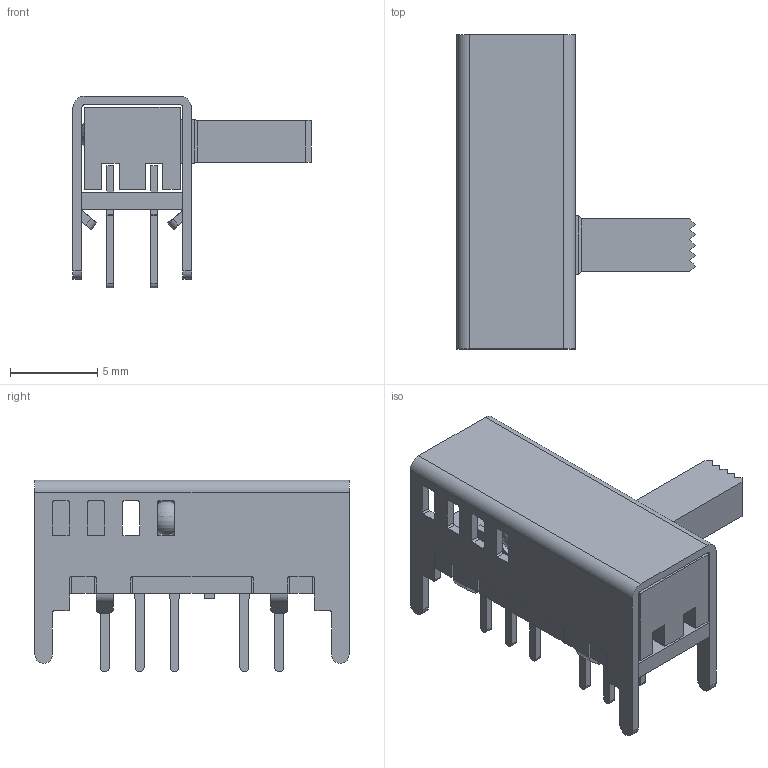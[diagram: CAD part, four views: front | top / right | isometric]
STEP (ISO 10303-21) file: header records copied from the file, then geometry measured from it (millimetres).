
FILE_DESCRIPTION(('STEP AP214'),'1');
FILE_NAME('35488.stp','2017-06-27T15:14:31',('TraceParts'),('TraceParts S.A.'),'Spatial InterOp 3D',' ',' ');
FILE_SCHEMA(('automotive_design'));
Length unit declared in the file: millimetre
Products named in the file (27): 35488_1; 35488_2; 35488_3; 35488_4; 35488_5; 35488_6; 35488_7; 35488_8; 35488_9; 35488_10; 35488_11; 35488_12; 35488_13; 35488_14; 35488_15; 35488_16; 35488_17; 35488_18; 35488_19; 35488_20; 35488_21; 35488_22; 35488_23; 35488_24; 35488_25; 35488_26; 35488_27
Bounding box: 13.65 x 18 x 11 mm (x, y, z)
Volume: 605.7 mm3; surface area: 1562.2 mm2
Topology: 27 solids, 27 shells, 413 faces, 1066 edges, 703 vertices
Faces by surface type: plane 314, cylinder 96, sphere 3
Entity records: 16273 total; most frequent: CARTESIAN_POINT 2323, DIRECTION 2125, ORIENTED_EDGE 2120, EDGE_CURVE 1060, LINE 859, VECTOR 859, VERTEX_POINT 703, AXIS2_PLACEMENT_3D 633
